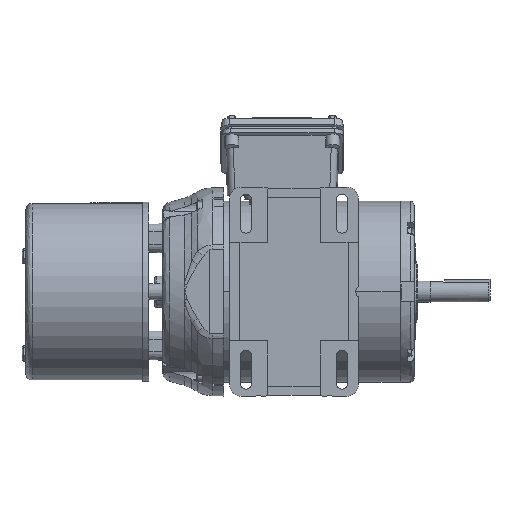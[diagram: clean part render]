
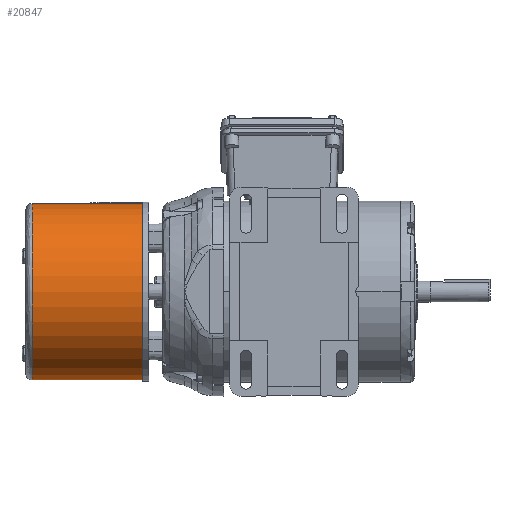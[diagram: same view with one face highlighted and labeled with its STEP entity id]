
A CAD part, front view. The second image highlights one B-rep face of the part: STEP entity #20847.
In plain terms, the highlighted cylindrical face has radius 70 mm (diameter 140 mm), a partial arc.
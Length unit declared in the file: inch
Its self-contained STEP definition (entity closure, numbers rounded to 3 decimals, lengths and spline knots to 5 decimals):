
#1538 = EDGE_LOOP ( 'NONE', ( #13609, #14892, #21133, #16027 ) ) ;
#7921 = EDGE_CURVE ( 'NONE', #31865, #32966, #26248, .T. ) ;
#10278 = EDGE_CURVE ( 'NONE', #25278, #39547, #34905, .T. ) ;
#11088 = VECTOR ( 'NONE', #37656, 39.37008 ) ;
#13609 = ORIENTED_EDGE ( 'NONE', *, *, #40972, .F. ) ;
#14254 = AXIS2_PLACEMENT_3D ( 'NONE', #17782, #25325, #28823 ) ;
#14892 = ORIENTED_EDGE ( 'NONE', *, *, #7921, .T. ) ;
#16027 = ORIENTED_EDGE ( 'NONE', *, *, #10278, .T. ) ;
#16162 = DIRECTION ( 'NONE',  ( 0., 0., -1. ) ) ;
#16271 = DIRECTION ( 'NONE',  ( 0., 0., -1. ) ) ;
#17782 = CARTESIAN_POINT ( 'NONE',  ( -11.49606, 0., 0. ) ) ;
#19848 = CARTESIAN_POINT ( 'NONE',  ( -8.04331, 0., 2.75591 ) ) ;
#20295 = DIRECTION ( 'NONE',  ( 1., 0., 0. ) ) ;
#20558 = CYLINDRICAL_SURFACE ( 'NONE', #21885, 2.75591 ) ;
#20847 = ADVANCED_FACE ( 'NONE', ( #32930 ), #20558, .T. ) ;
#21133 = ORIENTED_EDGE ( 'NONE', *, *, #31642, .T. ) ;
#21885 = AXIS2_PLACEMENT_3D ( 'NONE', #45538, #20295, #16271 ) ;
#23435 = LINE ( 'NONE', #45979, #11088 ) ;
#23979 = CARTESIAN_POINT ( 'NONE',  ( -11.49606, 0., -2.75591 ) ) ;
#25278 = VERTEX_POINT ( 'NONE', #26677 ) ;
#25325 = DIRECTION ( 'NONE',  ( 1., 0., 0. ) ) ;
#26248 = CIRCLE ( 'NONE', #14254, 2.75591 ) ;
#26677 = CARTESIAN_POINT ( 'NONE',  ( -8.04331, 0., -2.75591 ) ) ;
#26937 = VECTOR ( 'NONE', #38845, 39.37008 ) ;
#28823 = DIRECTION ( 'NONE',  ( 0., 0., -1. ) ) ;
#31642 = EDGE_CURVE ( 'NONE', #32966, #25278, #52019, .T. ) ;
#31865 = VERTEX_POINT ( 'NONE', #46294 ) ;
#32930 = FACE_OUTER_BOUND ( 'NONE', #1538, .T. ) ;
#32966 = VERTEX_POINT ( 'NONE', #23979 ) ;
#34905 = CIRCLE ( 'NONE', #41737, 2.75591 ) ;
#37656 = DIRECTION ( 'NONE',  ( 1., 0., 0. ) ) ;
#38845 = DIRECTION ( 'NONE',  ( 1., 0., 0. ) ) ;
#39547 = VERTEX_POINT ( 'NONE', #19848 ) ;
#40082 = DIRECTION ( 'NONE',  ( -1., 0., 0. ) ) ;
#40972 = EDGE_CURVE ( 'NONE', #31865, #39547, #23435, .T. ) ;
#41127 = CARTESIAN_POINT ( 'NONE',  ( -8.04331, 0., 0. ) ) ;
#41737 = AXIS2_PLACEMENT_3D ( 'NONE', #41127, #40082, #16162 ) ;
#45538 = CARTESIAN_POINT ( 'NONE',  ( -7.85433, 0., 0. ) ) ;
#45979 = CARTESIAN_POINT ( 'NONE',  ( -7.85433, 0., 2.75591 ) ) ;
#46294 = CARTESIAN_POINT ( 'NONE',  ( -11.49606, 0., 2.75591 ) ) ;
#51757 = CARTESIAN_POINT ( 'NONE',  ( -7.85433, 0., -2.75591 ) ) ;
#52019 = LINE ( 'NONE', #51757, #26937 ) ;
